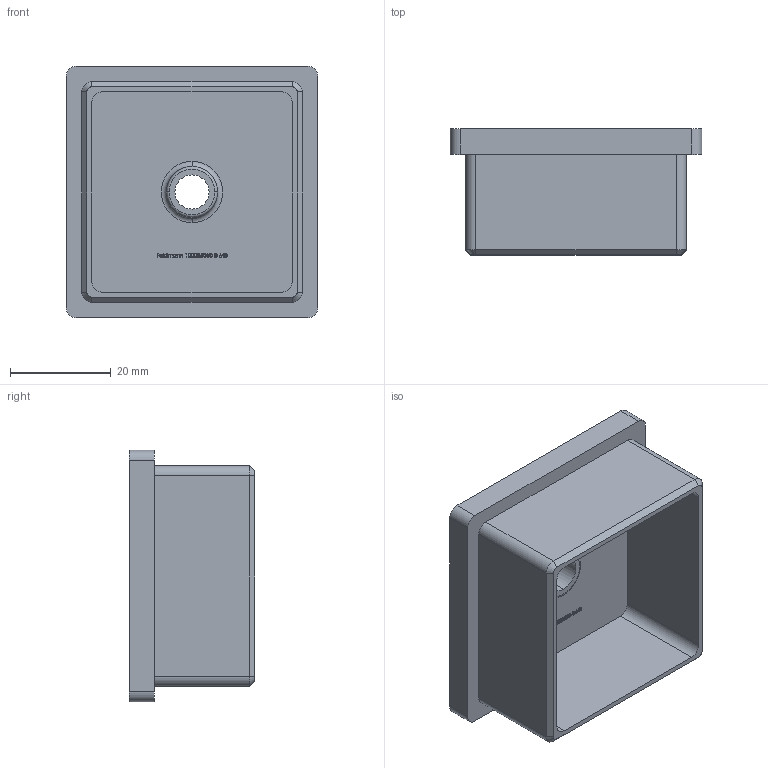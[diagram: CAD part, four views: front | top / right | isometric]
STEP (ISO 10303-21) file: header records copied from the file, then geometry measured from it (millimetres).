
FILE_DESCRIPTION (( 'STEP AP203' ), '1' );
FILE_NAME ('100035050-3-M8.step', '2018-12-19T09:24:23', ( '' ), ( '' ), 'SwSTEP 2.0', 'SolidWorks 2015', '' );
FILE_SCHEMA (( 'CONFIG_CONTROL_DESIGN' ));
Length unit declared in the file: millimetre
Products named in the file (1): 100035050-3-M8
Bounding box: 50 x 25 x 50 mm (x, y, z)
Volume: 18986.9 mm3; surface area: 12540.1 mm2
Topology: 1 solids, 1 shells, 332 faces, 873 edges, 578 vertices
Faces by surface type: bspline 154, plane 152, cylinder 14, cone 8, torus 4
Entity records: 19286 total; most frequent: CARTESIAN_POINT 12018, ORIENTED_EDGE 1746, DIRECTION 971, EDGE_CURVE 873, VERTEX_POINT 578, LINE 517, VECTOR 517, EDGE_LOOP 369
